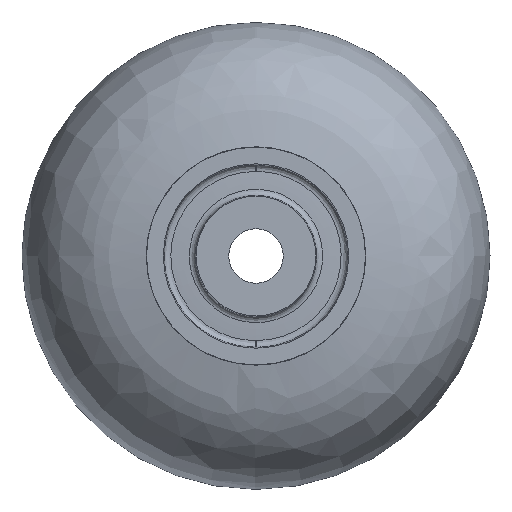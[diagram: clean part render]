
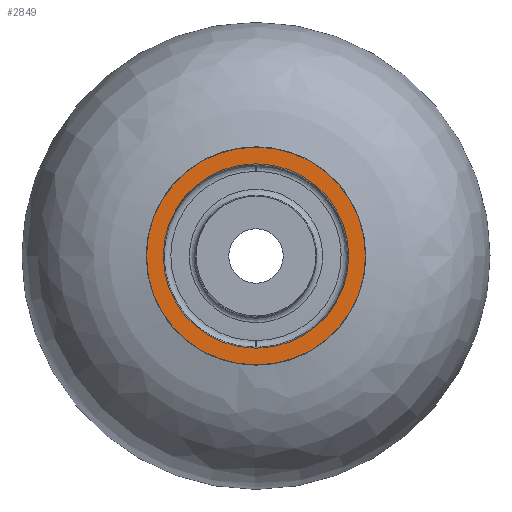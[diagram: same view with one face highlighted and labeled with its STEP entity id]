
A CAD part, front view. The second image highlights one B-rep face of the part: STEP entity #2849.
In plain terms, the highlighted planar face has unit normal (0, -1, 0).
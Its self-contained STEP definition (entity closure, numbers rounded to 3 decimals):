
#22 = EDGE_CURVE ( 'NONE', #286, #2268, #2376, .T. ) ;
#38 = CARTESIAN_POINT ( 'NONE',  ( -0.5, -140., 0. ) ) ;
#226 = ORIENTED_EDGE ( 'NONE', *, *, #2728, .T. ) ;
#281 = DIRECTION ( 'NONE',  ( 0., 0., 1. ) ) ;
#285 = AXIS2_PLACEMENT_3D ( 'NONE', #2870, #2252, #1556 ) ;
#286 = VERTEX_POINT ( 'NONE', #2551 ) ;
#376 = DIRECTION ( 'NONE',  ( 1., 0., 0. ) ) ;
#394 = ORIENTED_EDGE ( 'NONE', *, *, #1947, .F. ) ;
#409 = VERTEX_POINT ( 'NONE', #2567 ) ;
#421 = AXIS2_PLACEMENT_3D ( 'NONE', #2281, #682, #281 ) ;
#455 = VERTEX_POINT ( 'NONE', #2648 ) ;
#479 = CARTESIAN_POINT ( 'NONE',  ( -0.5, -140., 74. ) ) ;
#508 = DIRECTION ( 'NONE',  ( 0., 0., 1. ) ) ;
#518 = EDGE_LOOP ( 'NONE', ( #2412, #2255, #2664, #226 ) ) ;
#563 = CARTESIAN_POINT ( 'NONE',  ( -0.5, -140., -87.5 ) ) ;
#564 = DIRECTION ( 'NONE',  ( 0., 0., 1. ) ) ;
#578 = DIRECTION ( 'NONE',  ( 0., -1., 0. ) ) ;
#602 = CIRCLE ( 'NONE', #421, 87.5 ) ;
#659 = CARTESIAN_POINT ( 'NONE',  ( 0.5, -140., 87.5 ) ) ;
#682 = DIRECTION ( 'NONE',  ( 0., -1., 0. ) ) ;
#720 = EDGE_CURVE ( 'NONE', #455, #1056, #602, .T. ) ;
#721 = FACE_BOUND ( 'NONE', #1604, .T. ) ;
#749 = AXIS2_PLACEMENT_3D ( 'NONE', #1692, #578, #564 ) ;
#800 = DIRECTION ( 'NONE',  ( 0., -1., 0. ) ) ;
#904 = ORIENTED_EDGE ( 'NONE', *, *, #1400, .F. ) ;
#1029 = CARTESIAN_POINT ( 'NONE',  ( 0.5, -140., 0. ) ) ;
#1056 = VERTEX_POINT ( 'NONE', #2575 ) ;
#1117 = CIRCLE ( 'NONE', #749, 74. ) ;
#1169 = VECTOR ( 'NONE', #1950, 1000. ) ;
#1231 = DIRECTION ( 'NONE',  ( 0., 0., 1. ) ) ;
#1266 = CARTESIAN_POINT ( 'NONE',  ( 0.5, -140., 74. ) ) ;
#1282 = LINE ( 'NONE', #2184, #2879 ) ;
#1329 = VERTEX_POINT ( 'NONE', #479 ) ;
#1359 = PLANE ( 'NONE',  #285 ) ;
#1400 = EDGE_CURVE ( 'NONE', #1329, #409, #1117, .T. ) ;
#1498 = VERTEX_POINT ( 'NONE', #2124 ) ;
#1554 = VERTEX_POINT ( 'NONE', #1884 ) ;
#1556 = DIRECTION ( 'NONE',  ( 0., 0., 1. ) ) ;
#1604 = EDGE_LOOP ( 'NONE', ( #904, #1938, #2008, #394 ) ) ;
#1625 = CIRCLE ( 'NONE', #2238, 74. ) ;
#1666 = VECTOR ( 'NONE', #376, 1000. ) ;
#1671 = EDGE_CURVE ( 'NONE', #2268, #455, #2566, .T. ) ;
#1692 = CARTESIAN_POINT ( 'NONE',  ( -0.5, -140., 0. ) ) ;
#1754 = LINE ( 'NONE', #659, #2052 ) ;
#1809 = DIRECTION ( 'NONE',  ( 0., -1., 0. ) ) ;
#1869 = EDGE_CURVE ( 'NONE', #1554, #1329, #2580, .T. ) ;
#1884 = CARTESIAN_POINT ( 'NONE',  ( 0.5, -140., 74. ) ) ;
#1938 = ORIENTED_EDGE ( 'NONE', *, *, #1869, .F. ) ;
#1947 = EDGE_CURVE ( 'NONE', #409, #1498, #1282, .T. ) ;
#1950 = DIRECTION ( 'NONE',  ( -1., 0., 0. ) ) ;
#2008 = ORIENTED_EDGE ( 'NONE', *, *, #2214, .F. ) ;
#2010 = FACE_OUTER_BOUND ( 'NONE', #518, .T. ) ;
#2052 = VECTOR ( 'NONE', #2284, 1000. ) ;
#2124 = CARTESIAN_POINT ( 'NONE',  ( 0.5, -140., -74. ) ) ;
#2156 = DIRECTION ( 'NONE',  ( 1., 0., 0. ) ) ;
#2184 = CARTESIAN_POINT ( 'NONE',  ( -0.5, -140., -74. ) ) ;
#2214 = EDGE_CURVE ( 'NONE', #1498, #1554, #1625, .T. ) ;
#2238 = AXIS2_PLACEMENT_3D ( 'NONE', #1029, #800, #1231 ) ;
#2252 = DIRECTION ( 'NONE',  ( 0., 1., 0. ) ) ;
#2255 = ORIENTED_EDGE ( 'NONE', *, *, #1671, .T. ) ;
#2268 = VERTEX_POINT ( 'NONE', #563 ) ;
#2281 = CARTESIAN_POINT ( 'NONE',  ( 0.5, -140., 0. ) ) ;
#2284 = DIRECTION ( 'NONE',  ( -1., 0., 0. ) ) ;
#2376 = CIRCLE ( 'NONE', #2650, 87.5 ) ;
#2412 = ORIENTED_EDGE ( 'NONE', *, *, #22, .T. ) ;
#2551 = CARTESIAN_POINT ( 'NONE',  ( -0.5, -140., 87.5 ) ) ;
#2566 = LINE ( 'NONE', #2606, #1666 ) ;
#2567 = CARTESIAN_POINT ( 'NONE',  ( -0.5, -140., -74. ) ) ;
#2575 = CARTESIAN_POINT ( 'NONE',  ( 0.5, -140., 87.5 ) ) ;
#2580 = LINE ( 'NONE', #1266, #1169 ) ;
#2606 = CARTESIAN_POINT ( 'NONE',  ( -0.5, -140., -87.5 ) ) ;
#2648 = CARTESIAN_POINT ( 'NONE',  ( 0.5, -140., -87.5 ) ) ;
#2650 = AXIS2_PLACEMENT_3D ( 'NONE', #38, #1809, #508 ) ;
#2664 = ORIENTED_EDGE ( 'NONE', *, *, #720, .T. ) ;
#2728 = EDGE_CURVE ( 'NONE', #1056, #286, #1754, .T. ) ;
#2849 = ADVANCED_FACE ( 'NONE', ( #2010, #721 ), #1359, .F. ) ;
#2870 = CARTESIAN_POINT ( 'NONE',  ( 0.5, -140., 0. ) ) ;
#2879 = VECTOR ( 'NONE', #2156, 1000. ) ;
